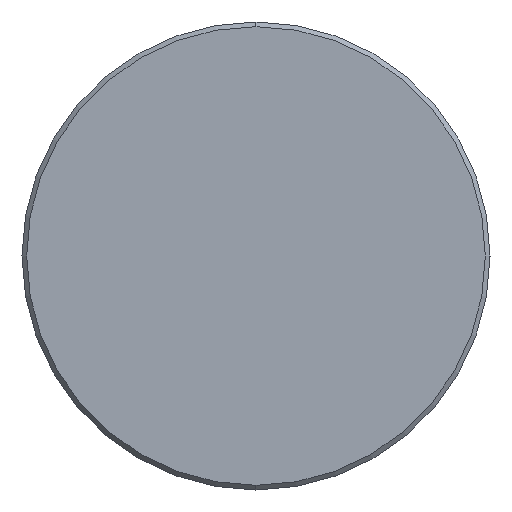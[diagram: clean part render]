
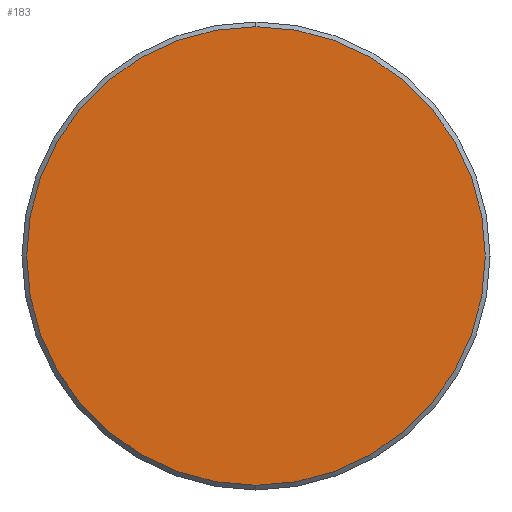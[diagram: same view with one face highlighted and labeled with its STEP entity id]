
A CAD part, left-side view. The second image highlights one B-rep face of the part: STEP entity #183.
In plain terms, the highlighted planar face has unit normal (-1, 0, 0).
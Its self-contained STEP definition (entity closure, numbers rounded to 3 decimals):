
#1 = CIRCLE ( 'NONE', #706, 14.7 ) ;
#21 = CARTESIAN_POINT ( 'NONE',  ( 0., 0., -14.7 ) ) ;
#51 = DIRECTION ( 'NONE',  ( 1., 0., 0. ) ) ;
#183 = ADVANCED_FACE ( 'NONE', ( #482 ), #423, .F. ) ;
#218 = DIRECTION ( 'NONE',  ( 0., 0., 1. ) ) ;
#226 = EDGE_CURVE ( 'NONE', #427, #509, #1, .T. ) ;
#262 = CARTESIAN_POINT ( 'NONE',  ( 0., 0., 0. ) ) ;
#273 = CIRCLE ( 'NONE', #595, 14.7 ) ;
#321 = CARTESIAN_POINT ( 'NONE',  ( 0., 0., 0. ) ) ;
#399 = ORIENTED_EDGE ( 'NONE', *, *, #433, .T. ) ;
#423 = PLANE ( 'NONE',  #575 ) ;
#427 = VERTEX_POINT ( 'NONE', #21 ) ;
#433 = EDGE_CURVE ( 'NONE', #509, #427, #273, .T. ) ;
#438 = CARTESIAN_POINT ( 'NONE',  ( 0., 0., 0. ) ) ;
#480 = DIRECTION ( 'NONE',  ( 0., 0., -1. ) ) ;
#482 = FACE_OUTER_BOUND ( 'NONE', #530, .T. ) ;
#492 = DIRECTION ( 'NONE',  ( -1., 0., 0. ) ) ;
#509 = VERTEX_POINT ( 'NONE', #580 ) ;
#530 = EDGE_LOOP ( 'NONE', ( #583, #399 ) ) ;
#564 = DIRECTION ( 'NONE',  ( -1., 0., 0. ) ) ;
#575 = AXIS2_PLACEMENT_3D ( 'NONE', #262, #51, #480 ) ;
#580 = CARTESIAN_POINT ( 'NONE',  ( 0., 0., 14.7 ) ) ;
#583 = ORIENTED_EDGE ( 'NONE', *, *, #226, .T. ) ;
#595 = AXIS2_PLACEMENT_3D ( 'NONE', #438, #564, #681 ) ;
#681 = DIRECTION ( 'NONE',  ( 0., 0., 1. ) ) ;
#706 = AXIS2_PLACEMENT_3D ( 'NONE', #321, #492, #218 ) ;
